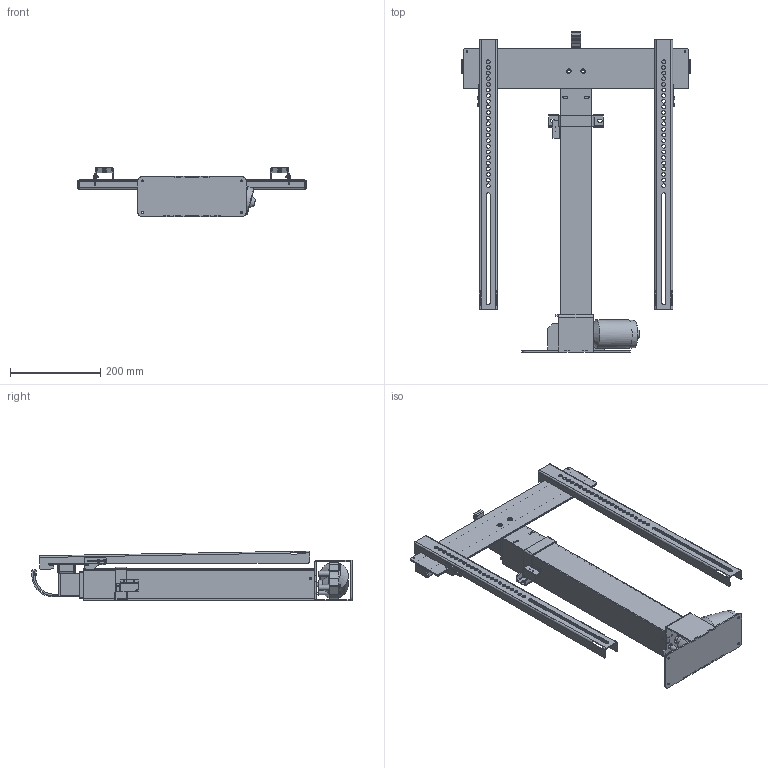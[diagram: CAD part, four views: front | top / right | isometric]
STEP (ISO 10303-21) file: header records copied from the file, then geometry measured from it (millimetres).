
FILE_DESCRIPTION((''),'2;1');
FILE_NAME('E1.00.00 PODNOŚNIK K1 ECO_Model uproszczony.stp','2018-10-22T14:03:35',('m.krzysiek'),(''),'Autodesk Inventor 2011','Autodesk Inventor 2011','');
FILE_SCHEMA(('AUTOMOTIVE_DESIGN { 1 0 10303 214 1 1 1 1 }'));
Length unit declared in the file: millimetre
Products named in the file (26): E1.00.00; E1.01.00 Moduł napędu_Model uproszczony; KE.09.00 Zespł podstawy K_Model uproszczony; KE.09.01 Moduł podstawy; KE.09.01.01 Płytka silnika; PK.09.01.02 Podstawa; KE.09.01.03 Uchwyt sztycy pionowej; SILNIK 107.692_FCEE; PK.03.00 Oslona krancowki; K1.01.02 Zespół teleskopu K1_uproszczony; K1.01.02.01 Profil zewnętrzny; K1.01.02.02 Profil pośredni; K1.01.02.03 Profil wewnętrzny; K1.01.03 Zabierak wieka; E1.02.00 Uchwyt telewizora _Standard; K1.02.01 Moduł belki nośnej; K1.02.01.01 Belka pozioma_B3M; K1.02.01.02 Nakładka belki; PK.01.01 Tulejka belki; K1.02.02 Belka pionowa; PK.01.03 Blokada zawiesia; ISO 7380 M4 x 8; PK.02.00 Uchwyt teleskopu; PK.02.01 Uchwyt teleskopu_blacha; PK.02.02 Nakładka filcowa; Filc_CZ-3x20x530_K1
Assembly tree (31 placements, depth 5):
  E1.00.00
    E1.01.00 Moduł napędu_Model uproszczony
      KE.09.00 Zespł podstawy K_Model uproszczony
        KE.09.01 Moduł podstawy
          KE.09.01.01 Płytka silnika
          PK.09.01.02 Podstawa
          KE.09.01.03 Uchwyt sztycy pionowej
        SILNIK 107.692_FCEE
      PK.03.00 Oslona krancowki
      K1.01.02 Zespół teleskopu K1_uproszczony
        K1.01.02.01 Profil zewnętrzny
        K1.01.02.02 Profil pośredni
        K1.01.02.03 Profil wewnętrzny
      K1.01.03 Zabierak wieka
    E1.02.00 Uchwyt telewizora _Standard
      K1.02.01 Moduł belki nośnej
        K1.02.01.01 Belka pozioma_B3M
        K1.02.01.02 Nakładka belki
        PK.01.01 Tulejka belki  x2
      K1.02.02 Belka pionowa  x2
      PK.01.03 Blokada zawiesia  x2
      ISO 7380 M4 x 8  x4
    PK.02.00 Uchwyt teleskopu
      PK.02.01 Uchwyt teleskopu_blacha
      PK.02.02 Nakładka filcowa
    Filc_CZ-3x20x530_K1
Bounding box: 507.6 x 711.05 x 110.75 mm (x, y, z)
Volume: 1760877.5 mm3; surface area: 1319417.3 mm2
Topology: 24 solids, 24 shells, 1113 faces, 2895 edges, 1820 vertices
Faces by surface type: plane 669, cylinder 403, cone 28, torus 11, bspline 2
Full cylindrical faces by diameter (mm): 1.567 x2, 2.5 x3, 3 x1, 3.2 x2, 3.242 x8, 3.8 x1, 4 x8, 4.1 x8, 4.2 x2, 4.5 x6, 5 x5, 5.2 x2, 5.5 x2, 6 x3, 7 x2, 7.5 x6, 7.6 x4, 8 x2, 8.5 x46, 10 x5, 11 x3, 12 x3, 14 x2, 20 x1, 22 x1, 63 x1
Entity records: 29079 total; most frequent: DIRECTION 4976, CARTESIAN_POINT 4953, ORIENTED_EDGE 4640, EDGE_CURVE 2320, AXIS2_PLACEMENT_3D 1681, VECTOR 1614, LINE 1614, VERTEX_POINT 1523
